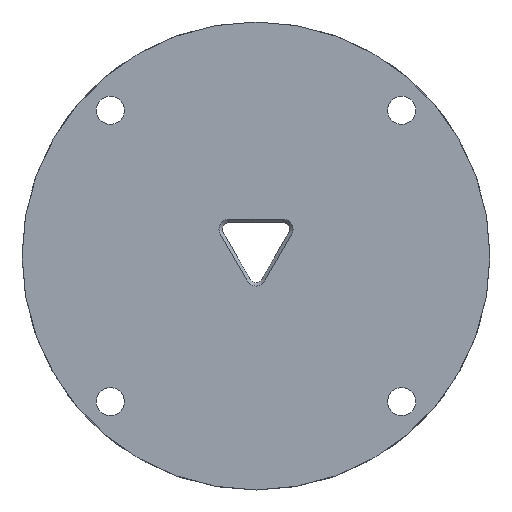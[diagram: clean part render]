
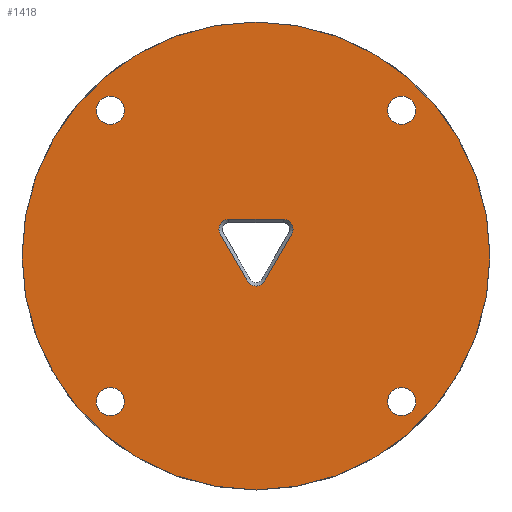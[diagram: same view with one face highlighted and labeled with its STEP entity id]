
A CAD part, top view. The second image highlights one B-rep face of the part: STEP entity #1418.
In plain terms, the highlighted planar face has unit normal (0, 0, 1).
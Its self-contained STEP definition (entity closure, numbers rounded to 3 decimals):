
#35=FACE_BOUND('',#331,.T.);
#36=FACE_BOUND('',#332,.T.);
#37=FACE_BOUND('',#333,.T.);
#38=FACE_BOUND('',#334,.T.);
#39=FACE_BOUND('',#335,.T.);
#91=CIRCLE('',#1528,1.5);
#93=CIRCLE('',#1532,1.5);
#95=CIRCLE('',#1536,1.5);
#98=CIRCLE('',#1543,35.);
#99=CIRCLE('',#1544,2.1);
#100=CIRCLE('',#1545,2.1);
#101=CIRCLE('',#1546,2.1);
#102=CIRCLE('',#1547,2.1);
#240=FACE_OUTER_BOUND('',#330,.T.);
#330=EDGE_LOOP('',(#1001));
#331=EDGE_LOOP('',(#1002));
#332=EDGE_LOOP('',(#1003));
#333=EDGE_LOOP('',(#1004));
#334=EDGE_LOOP('',(#1005));
#335=EDGE_LOOP('',(#1006,#1007,#1008,#1009,#1010,#1011));
#436=LINE('',#2230,#532);
#441=LINE('',#2244,#537);
#445=LINE('',#2256,#541);
#532=VECTOR('',#1732,10.);
#537=VECTOR('',#1745,10.);
#541=VECTOR('',#1757,10.);
#628=VERTEX_POINT('',#2227);
#629=VERTEX_POINT('',#2229);
#632=VERTEX_POINT('',#2236);
#634=VERTEX_POINT('',#2242);
#636=VERTEX_POINT('',#2248);
#638=VERTEX_POINT('',#2254);
#643=VERTEX_POINT('',#2276);
#644=VERTEX_POINT('',#2278);
#645=VERTEX_POINT('',#2280);
#646=VERTEX_POINT('',#2282);
#647=VERTEX_POINT('',#2284);
#756=EDGE_CURVE('',#628,#629,#436,.T.);
#760=EDGE_CURVE('',#632,#628,#91,.T.);
#763=EDGE_CURVE('',#634,#632,#441,.T.);
#766=EDGE_CURVE('',#636,#634,#93,.T.);
#769=EDGE_CURVE('',#638,#636,#445,.T.);
#771=EDGE_CURVE('',#629,#638,#95,.T.);
#780=EDGE_CURVE('',#643,#643,#98,.T.);
#781=EDGE_CURVE('',#644,#644,#99,.T.);
#782=EDGE_CURVE('',#645,#645,#100,.T.);
#783=EDGE_CURVE('',#646,#646,#101,.T.);
#784=EDGE_CURVE('',#647,#647,#102,.T.);
#1001=ORIENTED_EDGE('',*,*,#780,.T.);
#1002=ORIENTED_EDGE('',*,*,#781,.T.);
#1003=ORIENTED_EDGE('',*,*,#782,.T.);
#1004=ORIENTED_EDGE('',*,*,#783,.T.);
#1005=ORIENTED_EDGE('',*,*,#784,.T.);
#1006=ORIENTED_EDGE('',*,*,#756,.F.);
#1007=ORIENTED_EDGE('',*,*,#760,.F.);
#1008=ORIENTED_EDGE('',*,*,#763,.F.);
#1009=ORIENTED_EDGE('',*,*,#766,.F.);
#1010=ORIENTED_EDGE('',*,*,#769,.F.);
#1011=ORIENTED_EDGE('',*,*,#771,.F.);
#1390=PLANE('',#1542);
#1418=ADVANCED_FACE('',(#240,#35,#36,#37,#38,#39),#1390,.T.);
#1528=AXIS2_PLACEMENT_3D('',#2238,#1738,#1739);
#1532=AXIS2_PLACEMENT_3D('',#2250,#1750,#1751);
#1536=AXIS2_PLACEMENT_3D('',#2259,#1761,#1762);
#1542=AXIS2_PLACEMENT_3D('',#2275,#1779,#1780);
#1543=AXIS2_PLACEMENT_3D('',#2277,#1781,#1782);
#1544=AXIS2_PLACEMENT_3D('',#2279,#1783,#1784);
#1545=AXIS2_PLACEMENT_3D('',#2281,#1785,#1786);
#1546=AXIS2_PLACEMENT_3D('',#2283,#1787,#1788);
#1547=AXIS2_PLACEMENT_3D('',#2285,#1789,#1790);
#1732=DIRECTION('',(0.5,0.866,0.));
#1738=DIRECTION('center_axis',(0.,0.,1.));
#1739=DIRECTION('ref_axis',(-0.866,-0.5,0.));
#1745=DIRECTION('',(0.5,-0.866,0.));
#1750=DIRECTION('center_axis',(0.,0.,1.));
#1751=DIRECTION('ref_axis',(0.,1.,0.));
#1757=DIRECTION('',(-1.,0.,0.));
#1761=DIRECTION('center_axis',(0.,0.,1.));
#1762=DIRECTION('ref_axis',(0.866,-0.5,0.));
#1779=DIRECTION('center_axis',(0.,0.,1.));
#1780=DIRECTION('ref_axis',(1.,0.,0.));
#1781=DIRECTION('center_axis',(0.,0.,1.));
#1782=DIRECTION('ref_axis',(1.,0.,0.));
#1783=DIRECTION('center_axis',(0.,0.,-1.));
#1784=DIRECTION('ref_axis',(1.,0.,0.));
#1785=DIRECTION('center_axis',(0.,0.,-1.));
#1786=DIRECTION('ref_axis',(1.,0.,0.));
#1787=DIRECTION('center_axis',(0.,0.,-1.));
#1788=DIRECTION('ref_axis',(1.,0.,0.));
#1789=DIRECTION('center_axis',(0.,0.,-1.));
#1790=DIRECTION('ref_axis',(1.,0.,0.));
#2227=CARTESIAN_POINT('',(1.299,-3.75,2.));
#2229=CARTESIAN_POINT('',(5.34,3.25,2.));
#2230=CARTESIAN_POINT('',(1.949,-2.625,2.));
#2236=CARTESIAN_POINT('',(-1.299,-3.75,2.));
#2238=CARTESIAN_POINT('Origin',(0.,-3.,2.));
#2242=CARTESIAN_POINT('',(-5.34,3.25,2.));
#2244=CARTESIAN_POINT('',(-3.969,0.875,2.));
#2248=CARTESIAN_POINT('',(-4.041,5.5,2.));
#2250=CARTESIAN_POINT('Origin',(-4.041,4.,2.));
#2254=CARTESIAN_POINT('',(4.041,5.5,2.));
#2256=CARTESIAN_POINT('',(2.021,5.5,2.));
#2259=CARTESIAN_POINT('Origin',(4.041,4.,2.));
#2275=CARTESIAN_POINT('Origin',(0.,0.,2.));
#2276=CARTESIAN_POINT('',(-35.,0.,2.));
#2277=CARTESIAN_POINT('Origin',(0.,0.,2.));
#2278=CARTESIAN_POINT('',(19.691,-21.791,2.));
#2279=CARTESIAN_POINT('Origin',(21.791,-21.791,2.));
#2280=CARTESIAN_POINT('',(-23.891,21.791,2.));
#2281=CARTESIAN_POINT('Origin',(-21.791,21.791,2.));
#2282=CARTESIAN_POINT('',(19.691,21.791,2.));
#2283=CARTESIAN_POINT('Origin',(21.791,21.791,2.));
#2284=CARTESIAN_POINT('',(-23.891,-21.791,2.));
#2285=CARTESIAN_POINT('Origin',(-21.791,-21.791,2.));
